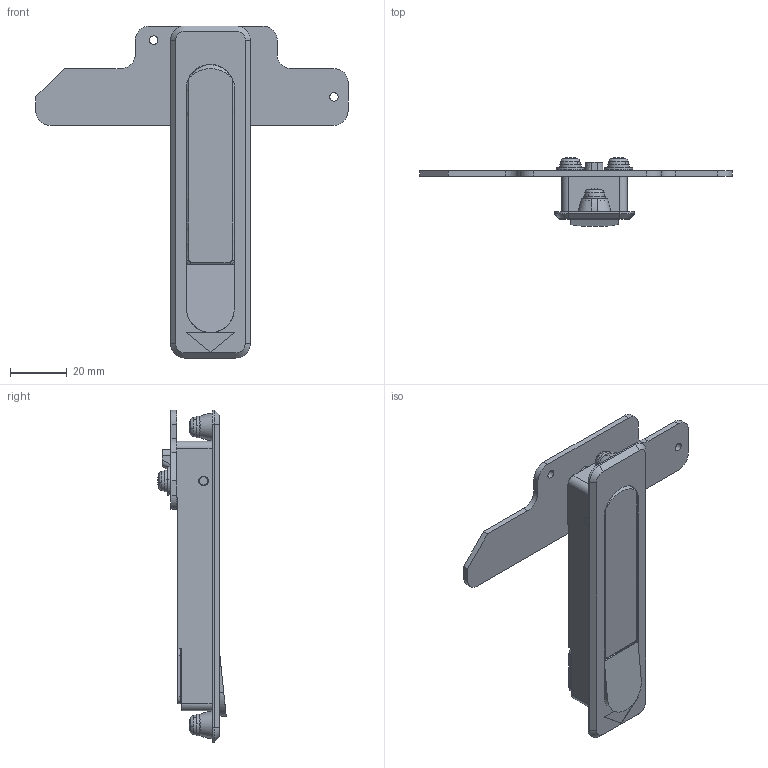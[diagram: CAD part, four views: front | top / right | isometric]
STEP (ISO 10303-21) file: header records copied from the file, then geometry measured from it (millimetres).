
FILE_DESCRIPTION((''),'2;1');
FILE_NAME('','2006-10-08T14:48:00',(''),(''),'','CADfix','');
FILE_SCHEMA(('AUTOMOTIVE_DESIGN'));
Length unit declared in the file: millimetre
Products named in the file (9): bracket; screw_A; screw_B; latch; housing; handle; cover; cam; THA_540_2_10764_36
Assembly tree (11 placements, depth 2):
  THA_540_2_10764_36
    bracket  x2
    screw_A  x2
    screw_B  x2
    latch
    housing
    handle
    cover
    cam
Bounding box: 110 x 24.13 x 117 mm (x, y, z)
Volume: 31089 mm3; surface area: 26600.5 mm2
Topology: 11 solids, 11 shells, 464 faces, 1357 edges, 945 vertices
Faces by surface type: bspline 464
Entity records: 13634 total; most frequent: CARTESIAN_POINT 7051, ORIENTED_EDGE 2274, EDGE_CURVE 1137, VERTEX_POINT 789, QUASI_UNIFORM_CURVE 627, EDGE_LOOP 430, FACE_OUTER_BOUND 388, ADVANCED_FACE 388
